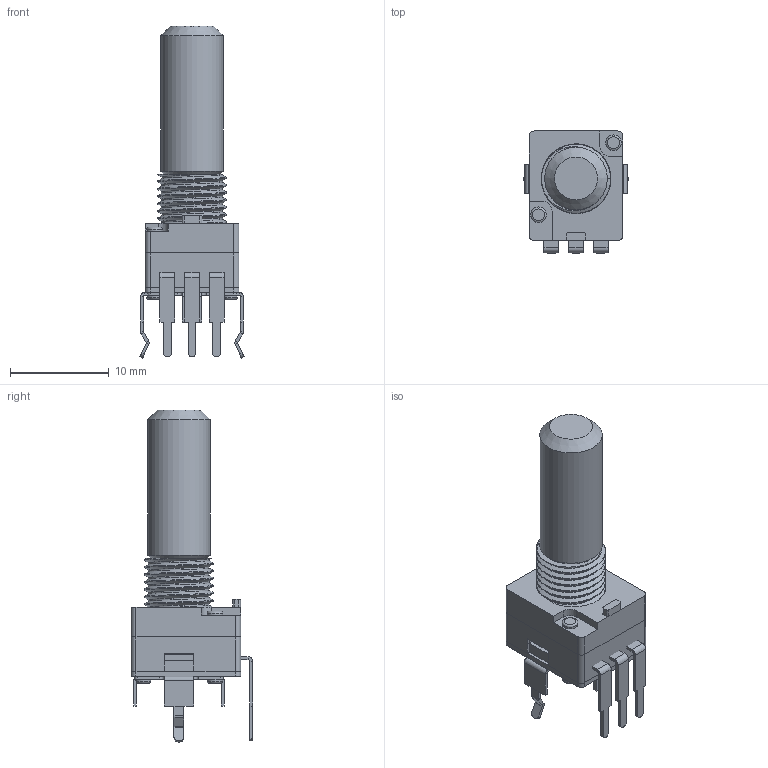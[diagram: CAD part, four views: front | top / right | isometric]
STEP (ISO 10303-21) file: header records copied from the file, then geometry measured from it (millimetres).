
FILE_DESCRIPTION(('FreeCAD Model'),'2;1');
FILE_NAME('Open CASCADE Shape Model','2024-06-08T17:59:48',( 'kicad StepUp'),('ksu MCAD'),'Open CASCADE STEP processor 7.6', 'FreeCAD','Unknown');
FILE_SCHEMA(('AUTOMOTIVE_DESIGN { 1 0 10303 214 1 1 1 1 }'));
Length unit declared in the file: millimetre
Products named in the file (1): ALPHA-RD901F-40
Bounding box: 10.55 x 12.35 x 33.64 mm (x, y, z)
Volume: 1410.6 mm3; surface area: 1726.2 mm2
Topology: 8 solids, 8 shells, 310 faces, 713 edges, 421 vertices
Faces by surface type: plane 208, cylinder 72, bspline 24, torus 4, cone 2
Full cylindrical faces by diameter (mm): 1.6 x4, 6.188 x6, 6.35 x1
Entity records: 13154 total; most frequent: CARTESIAN_POINT 4074, ORIENTED_EDGE 1426, DIRECTION 1369, EDGE_CURVE 713, LINE 513, VECTOR 513, AXIS2_PLACEMENT_3D 428, VERTEX_POINT 421
